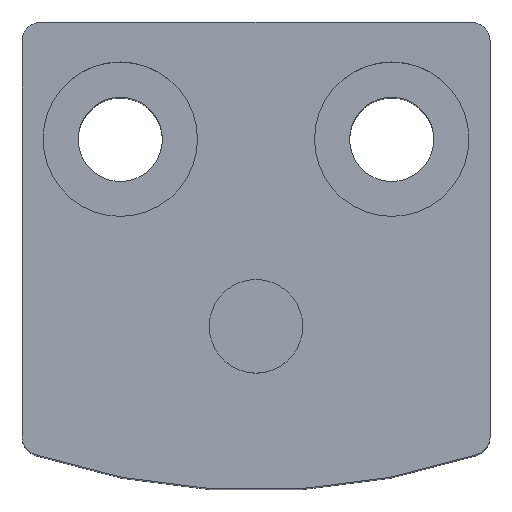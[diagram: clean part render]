
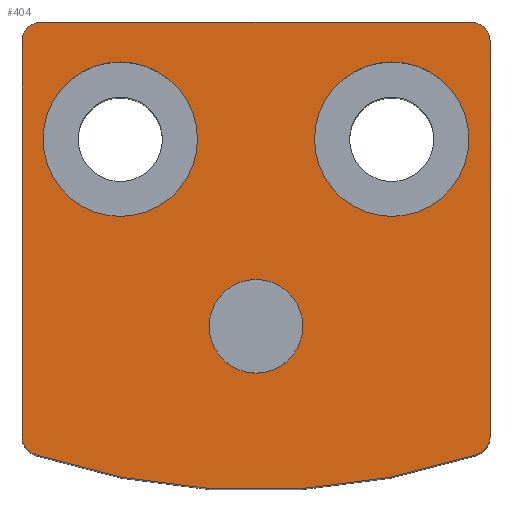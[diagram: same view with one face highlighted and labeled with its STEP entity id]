
A CAD part, top view. The second image highlights one B-rep face of the part: STEP entity #404.
In plain terms, the highlighted planar face has unit normal (0, 0, 1).
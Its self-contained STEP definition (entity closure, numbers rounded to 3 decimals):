
#31=CIRCLE('',#453,0.4);
#33=CIRCLE('',#456,15.);
#35=CIRCLE('',#459,0.4);
#37=CIRCLE('',#463,0.4);
#41=CIRCLE('',#469,0.4);
#45=CIRCLE('',#475,1.);
#46=CIRCLE('',#476,1.65);
#47=CIRCLE('',#477,1.65);
#121=ORIENTED_EDGE('',*,*,#195,.T.);
#122=ORIENTED_EDGE('',*,*,#196,.T.);
#123=ORIENTED_EDGE('',*,*,#197,.T.);
#124=ORIENTED_EDGE('',*,*,#167,.T.);
#125=ORIENTED_EDGE('',*,*,#171,.T.);
#126=ORIENTED_EDGE('',*,*,#174,.T.);
#127=ORIENTED_EDGE('',*,*,#177,.T.);
#128=ORIENTED_EDGE('',*,*,#180,.T.);
#129=ORIENTED_EDGE('',*,*,#183,.T.);
#130=ORIENTED_EDGE('',*,*,#188,.T.);
#131=ORIENTED_EDGE('',*,*,#191,.T.);
#167=EDGE_CURVE('',#212,#213,#249,.T.);
#171=EDGE_CURVE('',#213,#216,#31,.T.);
#174=EDGE_CURVE('',#216,#218,#33,.T.);
#177=EDGE_CURVE('',#218,#220,#35,.T.);
#180=EDGE_CURVE('',#220,#222,#256,.T.);
#183=EDGE_CURVE('',#222,#224,#37,.T.);
#188=EDGE_CURVE('',#224,#228,#260,.T.);
#191=EDGE_CURVE('',#228,#212,#41,.T.);
#195=EDGE_CURVE('',#232,#232,#45,.T.);
#196=EDGE_CURVE('',#233,#233,#46,.T.);
#197=EDGE_CURVE('',#234,#234,#47,.T.);
#212=VERTEX_POINT('',#659);
#213=VERTEX_POINT('',#660);
#216=VERTEX_POINT('',#668);
#218=VERTEX_POINT('',#674);
#220=VERTEX_POINT('',#680);
#222=VERTEX_POINT('',#686);
#224=VERTEX_POINT('',#692);
#228=VERTEX_POINT('',#702);
#232=VERTEX_POINT('',#716);
#233=VERTEX_POINT('',#718);
#234=VERTEX_POINT('',#720);
#249=LINE('',#658,#263);
#256=LINE('',#685,#270);
#260=LINE('',#701,#274);
#263=VECTOR('',#518,1000.);
#270=VECTOR('',#545,1000.);
#274=VECTOR('',#561,1000.);
#290=EDGE_LOOP('',(#121));
#291=EDGE_LOOP('',(#122));
#292=EDGE_LOOP('',(#123));
#293=EDGE_LOOP('',(#124,#125,#126,#127,#128,#129,#130,#131));
#342=FACE_BOUND('',#290,.T.);
#343=FACE_BOUND('',#291,.T.);
#344=FACE_BOUND('',#292,.T.);
#345=FACE_BOUND('',#293,.T.);
#385=PLANE('',#474);
#404=ADVANCED_FACE('',(#342,#343,#344,#345),#385,.T.);
#453=AXIS2_PLACEMENT_3D('',#667,#524,#525);
#456=AXIS2_PLACEMENT_3D('',#673,#531,#532);
#459=AXIS2_PLACEMENT_3D('',#679,#538,#539);
#463=AXIS2_PLACEMENT_3D('',#691,#550,#551);
#469=AXIS2_PLACEMENT_3D('',#707,#566,#567);
#474=AXIS2_PLACEMENT_3D('',#714,#576,#577);
#475=AXIS2_PLACEMENT_3D('',#715,#578,#579);
#476=AXIS2_PLACEMENT_3D('',#717,#580,#581);
#477=AXIS2_PLACEMENT_3D('',#719,#582,#583);
#518=DIRECTION('',(0.,-1.,0.));
#524=DIRECTION('',(0.,0.,1.));
#525=DIRECTION('',(1.,0.,0.));
#531=DIRECTION('',(0.,0.,1.));
#532=DIRECTION('',(1.,0.,0.));
#538=DIRECTION('',(0.,0.,1.));
#539=DIRECTION('',(1.,0.,0.));
#545=DIRECTION('',(0.,1.,0.));
#550=DIRECTION('',(0.,0.,1.));
#551=DIRECTION('',(1.,0.,0.));
#561=DIRECTION('',(-1.,0.,0.));
#566=DIRECTION('',(0.,0.,1.));
#567=DIRECTION('',(1.,0.,0.));
#576=DIRECTION('',(0.,0.,1.));
#577=DIRECTION('',(1.,0.,0.));
#578=DIRECTION('',(0.,0.,-1.));
#579=DIRECTION('',(-1.,0.,0.));
#580=DIRECTION('',(0.,0.,-1.));
#581=DIRECTION('',(-1.,0.,0.));
#582=DIRECTION('',(0.,0.,-1.));
#583=DIRECTION('',(-1.,0.,0.));
#658=CARTESIAN_POINT('',(-5.,6.1,0.));
#659=CARTESIAN_POINT('',(-5.,6.1,0.));
#660=CARTESIAN_POINT('',(-5.,-2.356,0.));
#667=CARTESIAN_POINT('',(-4.6,-2.356,0.));
#668=CARTESIAN_POINT('',(-4.726,-2.736,0.));
#673=CARTESIAN_POINT('',(0.,11.5,0.));
#674=CARTESIAN_POINT('',(4.726,-2.736,0.));
#679=CARTESIAN_POINT('',(4.6,-2.356,0.));
#680=CARTESIAN_POINT('',(5.,-2.356,0.));
#685=CARTESIAN_POINT('',(5.,-2.356,0.));
#686=CARTESIAN_POINT('',(5.,6.1,0.));
#691=CARTESIAN_POINT('',(4.6,6.1,0.));
#692=CARTESIAN_POINT('',(4.6,6.5,0.));
#701=CARTESIAN_POINT('',(4.6,6.5,0.));
#702=CARTESIAN_POINT('',(-4.6,6.5,0.));
#707=CARTESIAN_POINT('',(-4.6,6.1,0.));
#714=CARTESIAN_POINT('',(-4.6,-2.356,0.));
#715=CARTESIAN_POINT('',(0.,0.,0.));
#716=CARTESIAN_POINT('',(-1.,0.,0.));
#717=CARTESIAN_POINT('',(2.9,4.,0.));
#718=CARTESIAN_POINT('',(1.25,4.,0.));
#719=CARTESIAN_POINT('',(-2.9,4.,0.));
#720=CARTESIAN_POINT('',(-4.55,4.,0.));
